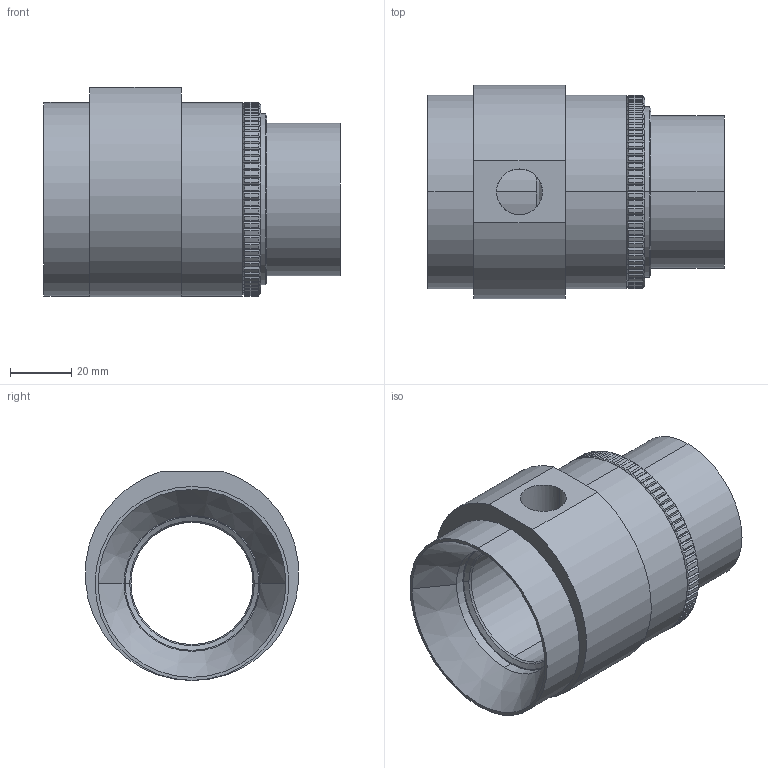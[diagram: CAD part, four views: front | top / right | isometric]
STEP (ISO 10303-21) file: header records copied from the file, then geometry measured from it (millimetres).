
FILE_DESCRIPTION (( 'STEP AP203' ), '1' );
FILE_NAME ('AM40A-SS40A-3D.STEP', '2015-02-09T08:59:41', ( '' ), ( '' ), 'SwSTEP 2.0', 'SolidWorks 2014', '' );
FILE_SCHEMA (( 'CONFIG_CONTROL_DESIGN' ));
Length unit declared in the file: millimetre
Products named in the file (1): AM40A-SS40A-3D
Bounding box: 97 x 69.86 x 68.5 mm (x, y, z)
Volume: 144000.6 mm3; surface area: 58381.6 mm2
Topology: 3 solids, 3 shells, 314 faces, 880 edges, 580 vertices
Faces by surface type: plane 176, cylinder 114, cone 22, bspline 2
Entity records: 10639 total; most frequent: CARTESIAN_POINT 2855, ORIENTED_EDGE 1760, DIRECTION 1442, EDGE_CURVE 880, VERTEX_POINT 580, AXIS2_PLACEMENT_3D 571, EDGE_LOOP 330, B_SPLINE_CURVE_WITH_KNOTS 322
